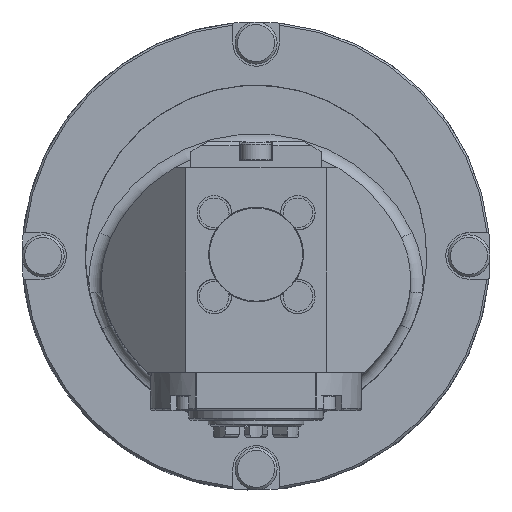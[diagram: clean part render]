
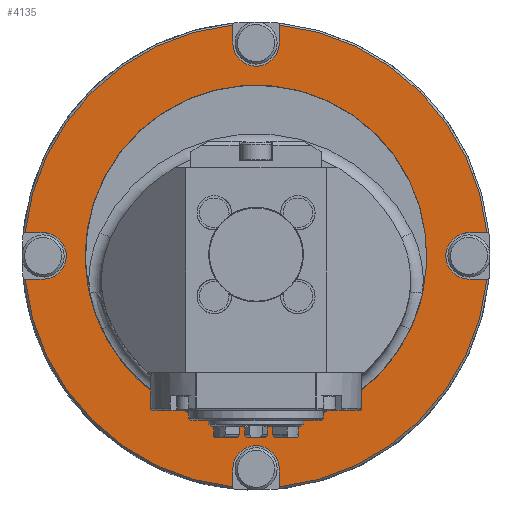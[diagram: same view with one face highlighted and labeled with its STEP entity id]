
A CAD part, top view. The second image highlights one B-rep face of the part: STEP entity #4135.
In plain terms, the highlighted planar face has unit normal (0, 0, 1).
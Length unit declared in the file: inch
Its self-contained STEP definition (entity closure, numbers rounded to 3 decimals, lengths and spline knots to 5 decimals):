
#247=LINE('',#8091,#471);
#248=LINE('',#8095,#472);
#249=LINE('',#8099,#473);
#250=LINE('',#8103,#474);
#251=LINE('',#8107,#475);
#252=LINE('',#8111,#476);
#253=LINE('',#8115,#477);
#254=LINE('',#8119,#478);
#471=VECTOR('',#5628,0.13288);
#472=VECTOR('',#5631,0.13288);
#473=VECTOR('',#5634,0.13288);
#474=VECTOR('',#5637,0.13288);
#475=VECTOR('',#5640,0.13288);
#476=VECTOR('',#5643,0.13288);
#477=VECTOR('',#5646,0.13288);
#478=VECTOR('',#5649,0.13288);
#763=FACE_BOUND('',#1281,.T.);
#976=FACE_OUTER_BOUND('',#1280,.T.);
#1280=EDGE_LOOP('',(#3352,#3353,#3354,#3355,#3356,#3357,#3358,#3359,#3360,
#3361,#3362,#3363,#3364,#3365,#3366,#3367));
#1281=EDGE_LOOP('',(#3368));
#1509=CIRCLE('',#4572,1.7195);
#1510=CIRCLE('',#4573,0.172);
#1511=CIRCLE('',#4574,1.7195);
#1512=CIRCLE('',#4575,0.172);
#1513=CIRCLE('',#4576,1.7195);
#1514=CIRCLE('',#4577,0.172);
#1515=CIRCLE('',#4578,1.7195);
#1516=CIRCLE('',#4579,0.172);
#1517=CIRCLE('',#4580,1.2655);
#1866=VERTEX_POINT('',#8089);
#1867=VERTEX_POINT('',#8090);
#1868=VERTEX_POINT('',#8092);
#1869=VERTEX_POINT('',#8094);
#1870=VERTEX_POINT('',#8096);
#1871=VERTEX_POINT('',#8098);
#1872=VERTEX_POINT('',#8100);
#1873=VERTEX_POINT('',#8102);
#1874=VERTEX_POINT('',#8104);
#1875=VERTEX_POINT('',#8106);
#1876=VERTEX_POINT('',#8108);
#1877=VERTEX_POINT('',#8110);
#1878=VERTEX_POINT('',#8112);
#1879=VERTEX_POINT('',#8114);
#1880=VERTEX_POINT('',#8116);
#1881=VERTEX_POINT('',#8118);
#1882=VERTEX_POINT('',#8121);
#2379=EDGE_CURVE('',#1866,#1867,#247,.T.);
#2380=EDGE_CURVE('',#1866,#1868,#1509,.T.);
#2381=EDGE_CURVE('',#1869,#1868,#248,.T.);
#2382=EDGE_CURVE('',#1870,#1869,#1510,.T.);
#2383=EDGE_CURVE('',#1871,#1870,#249,.T.);
#2384=EDGE_CURVE('',#1871,#1872,#1511,.T.);
#2385=EDGE_CURVE('',#1873,#1872,#250,.T.);
#2386=EDGE_CURVE('',#1874,#1873,#1512,.T.);
#2387=EDGE_CURVE('',#1875,#1874,#251,.T.);
#2388=EDGE_CURVE('',#1875,#1876,#1513,.T.);
#2389=EDGE_CURVE('',#1877,#1876,#252,.T.);
#2390=EDGE_CURVE('',#1878,#1877,#1514,.T.);
#2391=EDGE_CURVE('',#1879,#1878,#253,.T.);
#2392=EDGE_CURVE('',#1879,#1880,#1515,.T.);
#2393=EDGE_CURVE('',#1881,#1880,#254,.T.);
#2394=EDGE_CURVE('',#1867,#1881,#1516,.T.);
#2395=EDGE_CURVE('',#1882,#1882,#1517,.T.);
#3352=ORIENTED_EDGE('',*,*,#2379,.F.);
#3353=ORIENTED_EDGE('',*,*,#2380,.T.);
#3354=ORIENTED_EDGE('',*,*,#2381,.F.);
#3355=ORIENTED_EDGE('',*,*,#2382,.F.);
#3356=ORIENTED_EDGE('',*,*,#2383,.F.);
#3357=ORIENTED_EDGE('',*,*,#2384,.T.);
#3358=ORIENTED_EDGE('',*,*,#2385,.F.);
#3359=ORIENTED_EDGE('',*,*,#2386,.F.);
#3360=ORIENTED_EDGE('',*,*,#2387,.F.);
#3361=ORIENTED_EDGE('',*,*,#2388,.T.);
#3362=ORIENTED_EDGE('',*,*,#2389,.F.);
#3363=ORIENTED_EDGE('',*,*,#2390,.F.);
#3364=ORIENTED_EDGE('',*,*,#2391,.F.);
#3365=ORIENTED_EDGE('',*,*,#2392,.T.);
#3366=ORIENTED_EDGE('',*,*,#2393,.F.);
#3367=ORIENTED_EDGE('',*,*,#2394,.F.);
#3368=ORIENTED_EDGE('',*,*,#2395,.F.);
#3670=PLANE('',#4571);
#4135=ADVANCED_FACE('',(#976,#763),#3670,.F.);
#4571=AXIS2_PLACEMENT_3D('',#8088,#5626,#5627);
#4572=AXIS2_PLACEMENT_3D('',#8093,#5629,#5630);
#4573=AXIS2_PLACEMENT_3D('',#8097,#5632,#5633);
#4574=AXIS2_PLACEMENT_3D('',#8101,#5635,#5636);
#4575=AXIS2_PLACEMENT_3D('',#8105,#5638,#5639);
#4576=AXIS2_PLACEMENT_3D('',#8109,#5641,#5642);
#4577=AXIS2_PLACEMENT_3D('',#8113,#5644,#5645);
#4578=AXIS2_PLACEMENT_3D('',#8117,#5647,#5648);
#4579=AXIS2_PLACEMENT_3D('',#8120,#5650,#5651);
#4580=AXIS2_PLACEMENT_3D('',#8122,#5652,#5653);
#5626=DIRECTION('center_axis',(0.,0.,-1.));
#5627=DIRECTION('ref_axis',(0.,-1.,0.));
#5628=DIRECTION('',(0.,1.,0.));
#5629=DIRECTION('center_axis',(0.,0.,1.));
#5630=DIRECTION('ref_axis',(-1.,0.,0.));
#5631=DIRECTION('',(1.,0.,0.));
#5632=DIRECTION('center_axis',(0.,0.,1.));
#5633=DIRECTION('ref_axis',(1.,0.,0.));
#5634=DIRECTION('',(-1.,0.,0.));
#5635=DIRECTION('center_axis',(0.,0.,1.));
#5636=DIRECTION('ref_axis',(-1.,0.,0.));
#5637=DIRECTION('',(0.,1.,0.));
#5638=DIRECTION('center_axis',(0.,0.,1.));
#5639=DIRECTION('ref_axis',(1.,0.,0.));
#5640=DIRECTION('',(0.,-1.,0.));
#5641=DIRECTION('center_axis',(0.,0.,1.));
#5642=DIRECTION('ref_axis',(-1.,0.,0.));
#5643=DIRECTION('',(-1.,0.,0.));
#5644=DIRECTION('center_axis',(0.,0.,1.));
#5645=DIRECTION('ref_axis',(1.,0.,0.));
#5646=DIRECTION('',(1.,0.,0.));
#5647=DIRECTION('center_axis',(0.,0.,1.));
#5648=DIRECTION('ref_axis',(-1.,0.,0.));
#5649=DIRECTION('',(0.,-1.,0.));
#5650=DIRECTION('center_axis',(0.,0.,1.));
#5651=DIRECTION('ref_axis',(1.,0.,0.));
#5652=DIRECTION('center_axis',(0.,0.,1.));
#5653=DIRECTION('ref_axis',(1.,0.,0.));
#8088=CARTESIAN_POINT('Origin',(0.,1.7345,0.781));
#8089=CARTESIAN_POINT('',(0.172,-1.71088,0.781));
#8090=CARTESIAN_POINT('',(0.172,-1.578,0.781));
#8091=CARTESIAN_POINT('',(0.172,-1.578,0.781));
#8092=CARTESIAN_POINT('',(1.71088,-0.172,0.781));
#8093=CARTESIAN_POINT('Origin',(0.,0.,0.781));
#8094=CARTESIAN_POINT('',(1.578,-0.172,0.781));
#8095=CARTESIAN_POINT('',(1.578,-0.172,0.781));
#8096=CARTESIAN_POINT('',(1.578,0.172,0.781));
#8097=CARTESIAN_POINT('Origin',(1.578,0.,0.781));
#8098=CARTESIAN_POINT('',(1.71088,0.172,0.781));
#8099=CARTESIAN_POINT('',(1.578,0.172,0.781));
#8100=CARTESIAN_POINT('',(0.172,1.71088,0.781));
#8101=CARTESIAN_POINT('Origin',(0.,0.,0.781));
#8102=CARTESIAN_POINT('',(0.172,1.578,0.781));
#8103=CARTESIAN_POINT('',(0.172,1.578,0.781));
#8104=CARTESIAN_POINT('',(-0.172,1.578,0.781));
#8105=CARTESIAN_POINT('Origin',(0.,1.578,0.781));
#8106=CARTESIAN_POINT('',(-0.172,1.71088,0.781));
#8107=CARTESIAN_POINT('',(-0.172,1.578,0.781));
#8108=CARTESIAN_POINT('',(-1.71088,0.172,0.781));
#8109=CARTESIAN_POINT('Origin',(0.,0.,0.781));
#8110=CARTESIAN_POINT('',(-1.578,0.172,0.781));
#8111=CARTESIAN_POINT('',(-1.578,0.172,0.781));
#8112=CARTESIAN_POINT('',(-1.578,-0.172,0.781));
#8113=CARTESIAN_POINT('Origin',(-1.578,0.,0.781));
#8114=CARTESIAN_POINT('',(-1.71088,-0.172,0.781));
#8115=CARTESIAN_POINT('',(-1.578,-0.172,0.781));
#8116=CARTESIAN_POINT('',(-0.172,-1.71088,0.781));
#8117=CARTESIAN_POINT('Origin',(0.,0.,0.781));
#8118=CARTESIAN_POINT('',(-0.172,-1.578,0.781));
#8119=CARTESIAN_POINT('',(-0.172,-1.578,0.781));
#8120=CARTESIAN_POINT('Origin',(0.,-1.578,0.781));
#8121=CARTESIAN_POINT('',(-1.2655,0.,0.781));
#8122=CARTESIAN_POINT('Origin',(0.,0.,0.781));
